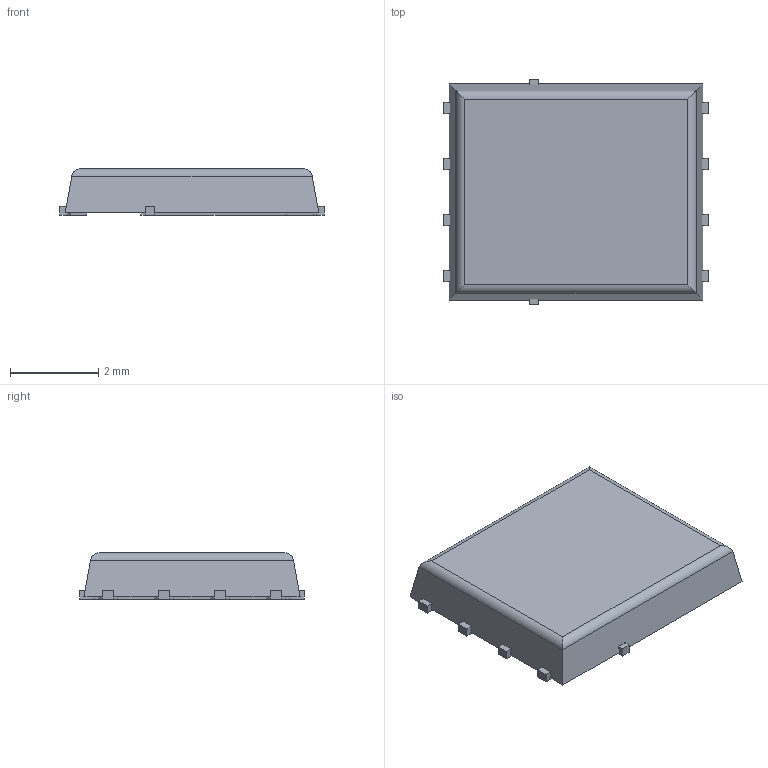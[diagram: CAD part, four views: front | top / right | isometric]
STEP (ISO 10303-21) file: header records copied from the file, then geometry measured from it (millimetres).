
FILE_DESCRIPTION((''),'2;1');
FILE_NAME('DQJ0008A_ASM','2024-12-09T07:27:41',('a0412086'),(''),'CREO PARAMETRIC BY PTC INC, 2018500','CREO PARAMETRIC BY PTC INC, 2018500','');
FILE_SCHEMA(('CONFIG_CONTROL_DESIGN','SHAPE_APPEARANCE_LAYERS_GROUPS'));
Length unit declared in the file: millimetre
Products named in the file (3): FRAME; BODY; DQJ0008A_ASM
Assembly tree (2 placements, depth 2):
  DQJ0008A_ASM
    FRAME
    BODY
Bounding box: 6 x 5.1 x 1.05 mm (x, y, z)
Volume: 27.1 mm3; surface area: 114.5 mm2
Topology: 6 solids, 6 shells, 172 faces, 476 edges, 316 vertices
Faces by surface type: plane 168, cylinder 4
Entity records: 7059 total; most frequent: CARTESIAN_POINT 1005, ORIENTED_EDGE 952, DIRECTION 826, PRESENTATION_STYLE_ASSIGNMENT 492, STYLED_ITEM 482, CURVE_STYLE 476, EDGE_CURVE 476, VECTOR 472
